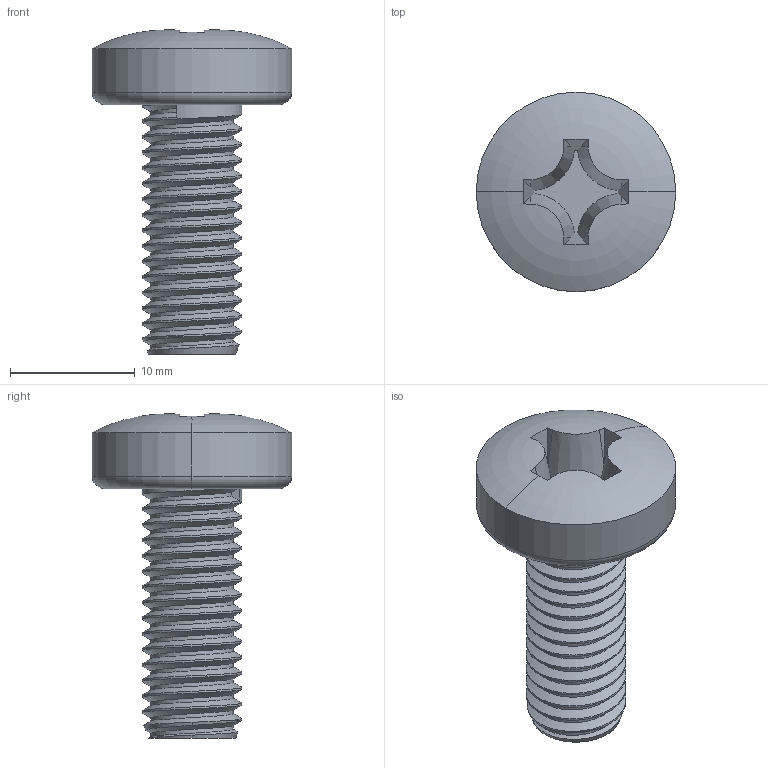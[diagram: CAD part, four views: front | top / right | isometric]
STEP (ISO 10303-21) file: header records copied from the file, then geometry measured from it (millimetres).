
FILE_DESCRIPTION (( 'STEP AP214' ), '1' );
FILE_NAME ('Âèíò M8x20.STEP', '2021-12-12T14:51:15', ( 'Elessar' ), ( '' ), 'SwSTEP 2.0', 'SolidWorks 2018', '' );
FILE_SCHEMA (( 'AUTOMOTIVE_DESIGN' ));
Length unit declared in the file: millimetre
Products named in the file (1): 鎔艜 M8x20
Bounding box: 16 x 16 x 25.99 mm (x, y, z)
Volume: 1784 mm3; surface area: 1437.3 mm2
Topology: 1 solids, 1 shells, 66 faces, 182 edges, 119 vertices
Faces by surface type: cylinder 33, plane 17, cone 8, torus 4, bspline 4
Entity records: 8321 total; most frequent: CARTESIAN_POINT 6844, ORIENTED_EDGE 364, DIRECTION 225, EDGE_CURVE 182, VERTEX_POINT 119, AXIS2_PLACEMENT_3D 84, B_SPLINE_CURVE_WITH_KNOTS 68, EDGE_LOOP 67
